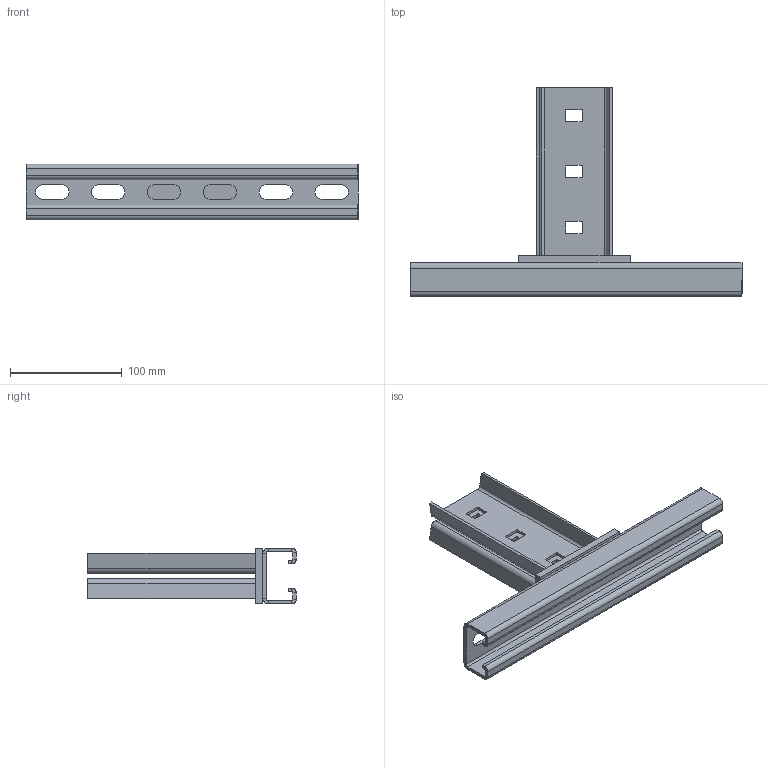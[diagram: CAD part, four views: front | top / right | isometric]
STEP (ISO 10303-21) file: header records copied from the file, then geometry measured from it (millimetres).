
FILE_DESCRIPTION (( 'STEP AP214' ), '1' );
FILE_NAME ('6347026.stp', '2017-12-07T10:11:33', ( '' ), ( '' ), 'SwSTEP 2.0', 'SolidWorks 2016', '' );
FILE_SCHEMA (( 'AUTOMOTIVE_DESIGN' ));
Length unit declared in the file: millimetre
Products named in the file (5): 036841_300; KTS 02.001-052_Standard; KTS 03.001-027_Spannlasche; KTS 02.020-003_Standard; 6347026
Assembly tree (5 placements, depth 3):
  6347026
    KTS 02.001-052_Standard
      KTS 02.020-003_Standard
      KTS 03.001-027_Spannlasche  x2
    036841_300
Bounding box: 297 x 186.5 x 50 mm (x, y, z)
Volume: 204934.7 mm3; surface area: 142762.6 mm2
Topology: 4 solids, 4 shells, 182 faces, 442 edges, 268 vertices
Faces by surface type: plane 120, cylinder 62
Entity records: 4446 total; most frequent: DIRECTION 708, CARTESIAN_POINT 667, ORIENTED_EDGE 652, EDGE_CURVE 326, AXIS2_PLACEMENT_3D 237, VECTOR 234, LINE 234, VERTEX_POINT 196
